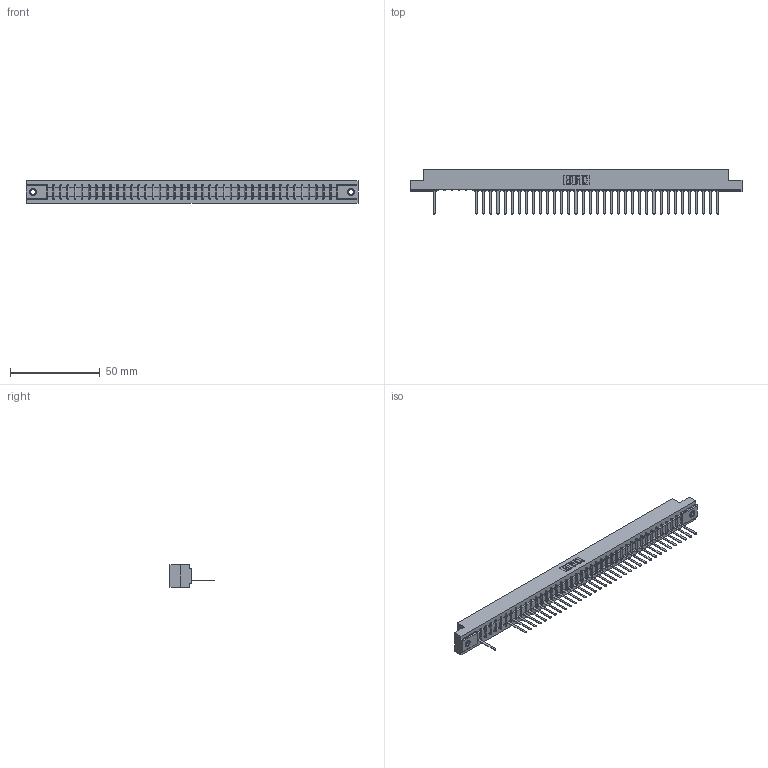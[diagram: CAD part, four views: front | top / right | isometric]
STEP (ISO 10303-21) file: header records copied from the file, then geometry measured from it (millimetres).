
FILE_DESCRIPTION (( 'STEP AP203' ), '1' );
FILE_NAME ('357-041-541-107.STEP', '2018-08-11T07:11:28', ( '' ), ( '' ), 'SwSTEP 2.0', 'SolidWorks 2016', '' );
FILE_SCHEMA (( 'CONFIG_CONTROL_DESIGN' ));
Length unit declared in the file: inch
Products named in the file (4): 307 Part_.156 Dia Mounting Holes; 307-290-002_541; 345-250-001_345-250-005-103; 357-041-541-107
Assembly tree (39 placements, depth 2):
  357-041-541-107
    307 Part_.156 Dia Mounting Holes
    307-290-002_541  x36
    345-250-001_345-250-005-103  x2
Bounding box: 185.47 x 24.59 x 12.7 mm (x, y, z)
Volume: 19783.7 mm3; surface area: 24612.7 mm2
Topology: 39 solids, 39 shells, 2984 faces, 9131 edges, 5966 vertices
Faces by surface type: plane 1782, cylinder 1102, sphere 84, cone 12, torus 4
Entity records: 37015 total; most frequent: CARTESIAN_POINT 6246, ORIENTED_EDGE 6234, DIRECTION 6073, EDGE_CURVE 3117, LINE 2387, VECTOR 2387, VERTEX_POINT 2016, AXIS2_PLACEMENT_3D 1843
